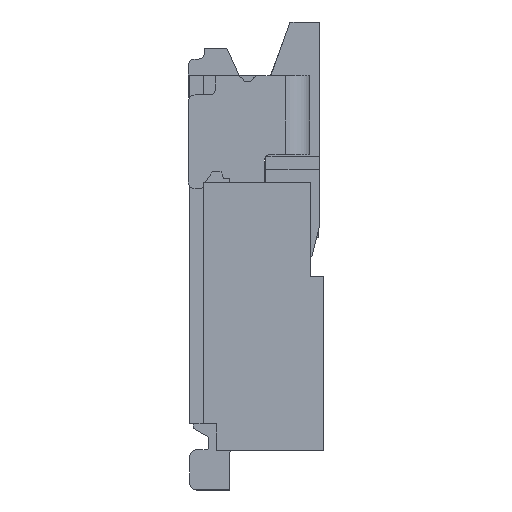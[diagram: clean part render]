
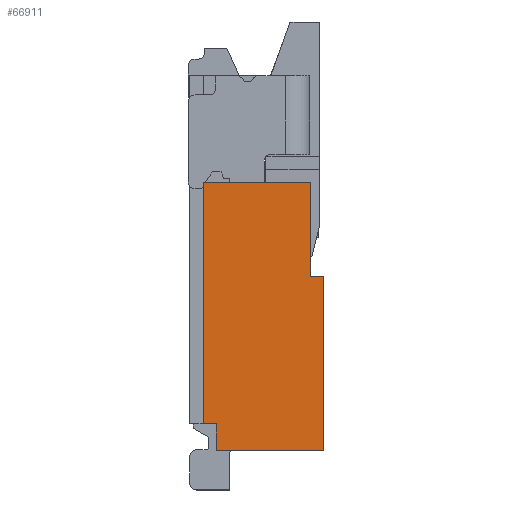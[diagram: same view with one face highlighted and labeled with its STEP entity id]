
A CAD part, left-side view. The second image highlights one B-rep face of the part: STEP entity #66911.
In plain terms, the highlighted planar face has unit normal (-1, 0, 0).
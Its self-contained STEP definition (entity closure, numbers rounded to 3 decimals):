
#2242 = DIRECTION ( 'NONE',  ( 0., -1., 0. ) ) ;
#4015 = EDGE_CURVE ( 'NONE', #41793, #22265, #66196, .T. ) ;
#8029 = LINE ( 'NONE', #75370, #77676 ) ;
#9215 = ORIENTED_EDGE ( 'NONE', *, *, #47920, .F. ) ;
#9900 = ORIENTED_EDGE ( 'NONE', *, *, #42420, .F. ) ;
#10967 = CARTESIAN_POINT ( 'NONE',  ( -3.9, 0.4, 0.2 ) ) ;
#11709 = EDGE_CURVE ( 'NONE', #26760, #77663, #8029, .T. ) ;
#11745 = LINE ( 'NONE', #38791, #40567 ) ;
#11826 = ORIENTED_EDGE ( 'NONE', *, *, #68639, .T. ) ;
#12285 = VECTOR ( 'NONE', #2242, 1000. ) ;
#12972 = DIRECTION ( 'NONE',  ( 0., 0., 1. ) ) ;
#14705 = CARTESIAN_POINT ( 'NONE',  ( -3.9, 0.3, 0. ) ) ;
#18384 = VERTEX_POINT ( 'NONE', #30141 ) ;
#20034 = VERTEX_POINT ( 'NONE', #10967 ) ;
#21061 = PLANE ( 'NONE',  #86735 ) ;
#22265 = VERTEX_POINT ( 'NONE', #58469 ) ;
#22368 = VERTEX_POINT ( 'NONE', #73042 ) ;
#25480 = ORIENTED_EDGE ( 'NONE', *, *, #54247, .F. ) ;
#26760 = VERTEX_POINT ( 'NONE', #14705 ) ;
#27151 = VECTOR ( 'NONE', #39767, 1000. ) ;
#29258 = LINE ( 'NONE', #50968, #12285 ) ;
#30141 = CARTESIAN_POINT ( 'NONE',  ( -3.9, -0.4, 2. ) ) ;
#30959 = CARTESIAN_POINT ( 'NONE',  ( -3.9, 0.3, 0.2 ) ) ;
#34847 = CARTESIAN_POINT ( 'NONE',  ( -3.9, 0.4, 2. ) ) ;
#37612 = LINE ( 'NONE', #30959, #27151 ) ;
#38791 = CARTESIAN_POINT ( 'NONE',  ( -3.9, -0.5, 1.3 ) ) ;
#39767 = DIRECTION ( 'NONE',  ( 0., 1., 0. ) ) ;
#40567 = VECTOR ( 'NONE', #72871, 1000. ) ;
#41793 = VERTEX_POINT ( 'NONE', #57894 ) ;
#42420 = EDGE_CURVE ( 'NONE', #20034, #72441, #80306, .T. ) ;
#43668 = ORIENTED_EDGE ( 'NONE', *, *, #78879, .F. ) ;
#46496 = DIRECTION ( 'NONE',  ( 0., 0., -1. ) ) ;
#46740 = CARTESIAN_POINT ( 'NONE',  ( -3.9, 10.1, 2. ) ) ;
#47920 = EDGE_CURVE ( 'NONE', #72441, #18384, #67072, .T. ) ;
#48093 = CARTESIAN_POINT ( 'NONE',  ( -3.9, -0.5, 2.8 ) ) ;
#50968 = CARTESIAN_POINT ( 'NONE',  ( -3.9, -0.5, 0. ) ) ;
#52267 = LINE ( 'NONE', #79269, #81072 ) ;
#54247 = EDGE_CURVE ( 'NONE', #18384, #22368, #52267, .T. ) ;
#54632 = ORIENTED_EDGE ( 'NONE', *, *, #11709, .F. ) ;
#54983 = VECTOR ( 'NONE', #73736, 1000. ) ;
#57894 = CARTESIAN_POINT ( 'NONE',  ( -3.9, -0.5, 1.3 ) ) ;
#58469 = CARTESIAN_POINT ( 'NONE',  ( -3.9, -0.5, 0. ) ) ;
#61195 = DIRECTION ( 'NONE',  ( 0., 0., 1. ) ) ;
#64376 = EDGE_LOOP ( 'NONE', ( #25480, #9215, #9900, #86930, #54632, #11826, #81203, #43668 ) ) ;
#66196 = LINE ( 'NONE', #79928, #82692 ) ;
#66262 = FACE_OUTER_BOUND ( 'NONE', #64376, .T. ) ;
#66911 = ADVANCED_FACE ( 'NONE', ( #66262 ), #21061, .F. ) ;
#67072 = LINE ( 'NONE', #46740, #54983 ) ;
#68639 = EDGE_CURVE ( 'NONE', #26760, #22265, #29258, .T. ) ;
#72441 = VERTEX_POINT ( 'NONE', #34847 ) ;
#72871 = DIRECTION ( 'NONE',  ( 0., -1., 0. ) ) ;
#73042 = CARTESIAN_POINT ( 'NONE',  ( -3.9, -0.4, 1.3 ) ) ;
#73417 = EDGE_CURVE ( 'NONE', #77663, #20034, #37612, .T. ) ;
#73663 = CARTESIAN_POINT ( 'NONE',  ( -3.9, 0.4, -2.2 ) ) ;
#73736 = DIRECTION ( 'NONE',  ( 0., -1., 0. ) ) ;
#74653 = DIRECTION ( 'NONE',  ( 1., 0., 0. ) ) ;
#75087 = DIRECTION ( 'NONE',  ( 0., 0., -1. ) ) ;
#75370 = CARTESIAN_POINT ( 'NONE',  ( -3.9, 0.3, 0.2 ) ) ;
#77663 = VERTEX_POINT ( 'NONE', #79052 ) ;
#77676 = VECTOR ( 'NONE', #61195, 1000. ) ;
#78879 = EDGE_CURVE ( 'NONE', #22368, #41793, #11745, .T. ) ;
#79052 = CARTESIAN_POINT ( 'NONE',  ( -3.9, 0.3, 0.2 ) ) ;
#79269 = CARTESIAN_POINT ( 'NONE',  ( -3.9, -0.4, 2.8 ) ) ;
#79928 = CARTESIAN_POINT ( 'NONE',  ( -3.9, -0.5, 2.8 ) ) ;
#80306 = LINE ( 'NONE', #73663, #82805 ) ;
#81072 = VECTOR ( 'NONE', #46496, 1000. ) ;
#81203 = ORIENTED_EDGE ( 'NONE', *, *, #4015, .F. ) ;
#82692 = VECTOR ( 'NONE', #85706, 1000. ) ;
#82805 = VECTOR ( 'NONE', #12972, 1000. ) ;
#85706 = DIRECTION ( 'NONE',  ( 0., 0., -1. ) ) ;
#86735 = AXIS2_PLACEMENT_3D ( 'NONE', #48093, #74653, #75087 ) ;
#86930 = ORIENTED_EDGE ( 'NONE', *, *, #73417, .F. ) ;
